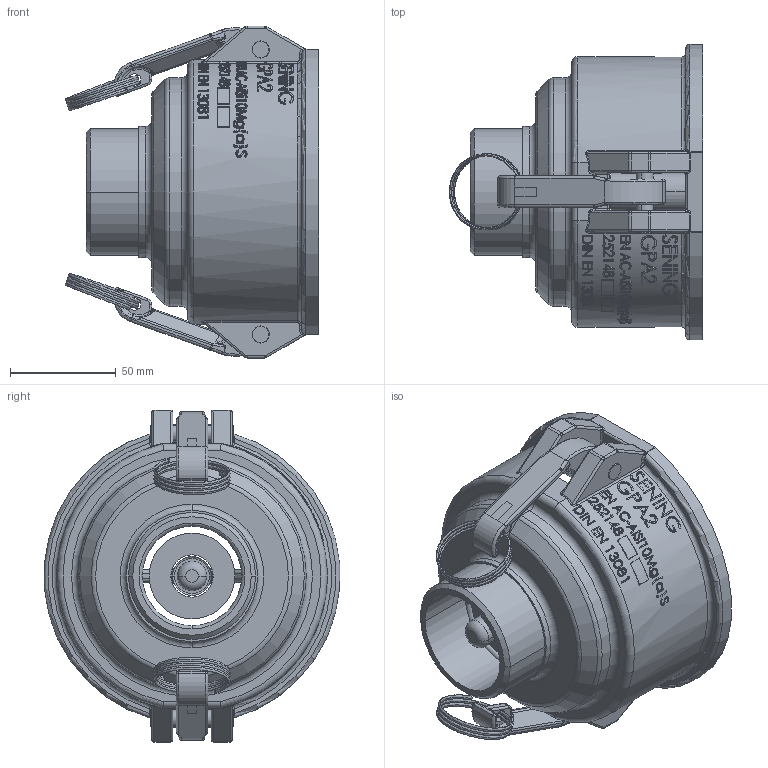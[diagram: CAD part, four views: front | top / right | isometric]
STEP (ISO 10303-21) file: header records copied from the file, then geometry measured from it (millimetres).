
FILE_DESCRIPTION (( 'STEP AP214' ), '1' );
FILE_NAME ('GPA2.STEP', '2012-08-02T09:11:05', ( 'Admin2' ), ( '' ), 'SwSTEP 2.0', 'SolidWorks 2010', '' );
FILE_SCHEMA (( 'AUTOMOTIVE_DESIGN' ));
Length unit declared in the file: millimetre
Products named in the file (1): GPA2
Bounding box: 119.79 x 139.68 x 157 mm (x, y, z)
Surface area: 116160.5 mm2 (no closed solid volume)
Topology: 0 solids, 10 shells, 860 faces, 2769 edges, 1807 vertices
Faces by surface type: bspline 259, plane 246, cylinder 236, torus 102, cone 17
Entity records: 54582 total; most frequent: CARTESIAN_POINT 23422, ORIENTED_EDGE 4600, DIRECTION 3912, EDGE_CURVE 2761, VERTEX_POINT 1807, AXIS2_PLACEMENT_3D 1465, VECTOR 982, LINE 982
